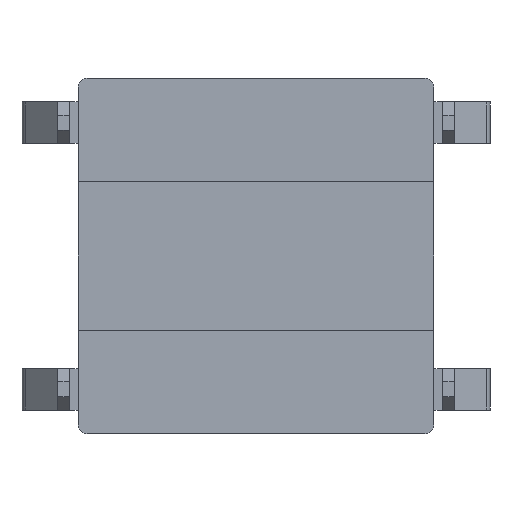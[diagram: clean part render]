
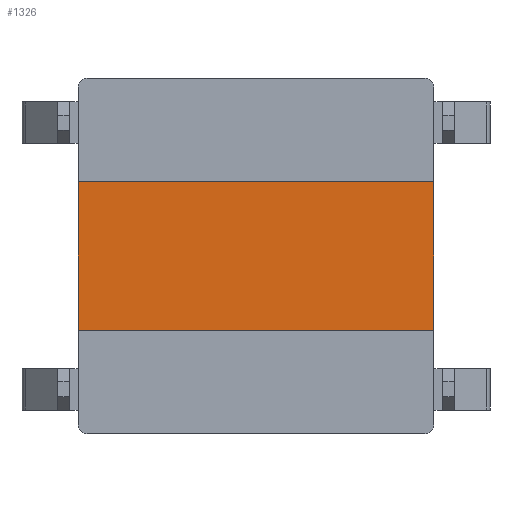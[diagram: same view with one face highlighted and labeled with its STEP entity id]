
A CAD part, front view. The second image highlights one B-rep face of the part: STEP entity #1326.
In plain terms, the highlighted planar face has unit normal (0, -1, 0).
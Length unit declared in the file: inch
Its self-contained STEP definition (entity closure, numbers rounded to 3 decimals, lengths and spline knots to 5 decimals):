
#106 = VERTEX_POINT ( 'NONE', #2996 ) ;
#315 = VECTOR ( 'NONE', #3881, 39.37008 ) ;
#409 = DIRECTION ( 'NONE',  ( 0., 0., 1. ) ) ;
#479 = LINE ( 'NONE', #811, #2709 ) ;
#527 = DIRECTION ( 'NONE',  ( 0., 1., 0. ) ) ;
#811 = CARTESIAN_POINT ( 'NONE',  ( -0.11811, 0.00394, -0.11811 ) ) ;
#829 = CARTESIAN_POINT ( 'NONE',  ( 0.11811, 0.00394, 0.04921 ) ) ;
#938 = VERTEX_POINT ( 'NONE', #829 ) ;
#939 = EDGE_CURVE ( 'NONE', #106, #1707, #1163, .T. ) ;
#1041 = EDGE_CURVE ( 'NONE', #1707, #938, #3265, .T. ) ;
#1075 = DIRECTION ( 'NONE',  ( 1., 0., 0. ) ) ;
#1163 = LINE ( 'NONE', #2493, #1191 ) ;
#1172 = CARTESIAN_POINT ( 'NONE',  ( -0.15551, 0.00394, 0.04921 ) ) ;
#1191 = VECTOR ( 'NONE', #1075, 39.37008 ) ;
#1198 = FACE_OUTER_BOUND ( 'NONE', #2928, .T. ) ;
#1259 = EDGE_CURVE ( 'NONE', #4163, #938, #2828, .T. ) ;
#1299 = ORIENTED_EDGE ( 'NONE', *, *, #1041, .T. ) ;
#1326 = ADVANCED_FACE ( 'NONE', ( #1198 ), #2526, .F. ) ;
#1707 = VERTEX_POINT ( 'NONE', #2123 ) ;
#1711 = ORIENTED_EDGE ( 'NONE', *, *, #939, .T. ) ;
#1730 = VECTOR ( 'NONE', #3213, 39.37008 ) ;
#1832 = CARTESIAN_POINT ( 'NONE',  ( -0.15551, 0.00394, 0.04921 ) ) ;
#2085 = CARTESIAN_POINT ( 'NONE',  ( -0.11811, 0.00394, 0.04921 ) ) ;
#2123 = CARTESIAN_POINT ( 'NONE',  ( 0.11811, 0.00394, -0.04921 ) ) ;
#2493 = CARTESIAN_POINT ( 'NONE',  ( -0.15551, 0.00394, -0.04921 ) ) ;
#2526 = PLANE ( 'NONE',  #2694 ) ;
#2538 = CARTESIAN_POINT ( 'NONE',  ( 0.11811, 0.00394, 0.04921 ) ) ;
#2694 = AXIS2_PLACEMENT_3D ( 'NONE', #1172, #527, #4156 ) ;
#2709 = VECTOR ( 'NONE', #409, 39.37008 ) ;
#2828 = LINE ( 'NONE', #1832, #1730 ) ;
#2928 = EDGE_LOOP ( 'NONE', ( #1711, #1299, #3667, #3185 ) ) ;
#2996 = CARTESIAN_POINT ( 'NONE',  ( -0.11811, 0.00394, -0.04921 ) ) ;
#3148 = EDGE_CURVE ( 'NONE', #106, #4163, #479, .T. ) ;
#3185 = ORIENTED_EDGE ( 'NONE', *, *, #3148, .F. ) ;
#3213 = DIRECTION ( 'NONE',  ( 1., 0., 0. ) ) ;
#3265 = LINE ( 'NONE', #2538, #315 ) ;
#3667 = ORIENTED_EDGE ( 'NONE', *, *, #1259, .F. ) ;
#3881 = DIRECTION ( 'NONE',  ( 0., 0., 1. ) ) ;
#4156 = DIRECTION ( 'NONE',  ( 1., 0., 0. ) ) ;
#4163 = VERTEX_POINT ( 'NONE', #2085 ) ;
